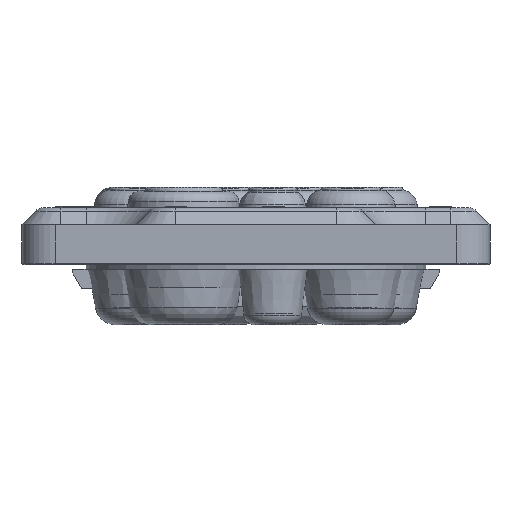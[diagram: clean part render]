
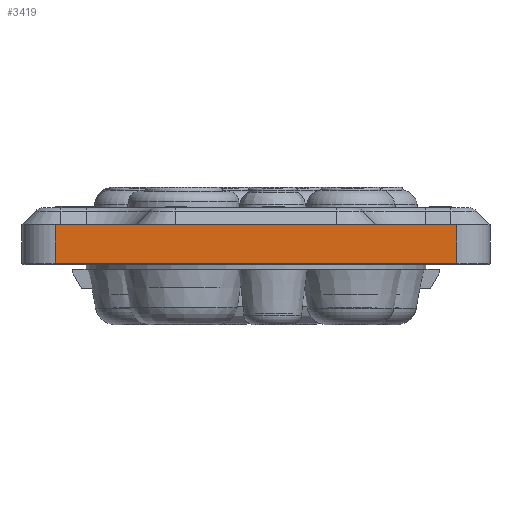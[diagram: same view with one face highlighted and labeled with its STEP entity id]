
A CAD part, left-side view. The second image highlights one B-rep face of the part: STEP entity #3419.
In plain terms, the highlighted planar face has unit normal (-1, 0, 0).
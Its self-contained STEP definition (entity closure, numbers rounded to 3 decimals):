
#3419 = ADVANCED_FACE( '', ( #8115 ), #8116, .F. );
#8115 = FACE_OUTER_BOUND( '', #14926, .T. );
#8116 = PLANE( '', #14927 );
#14926 = EDGE_LOOP( '', ( #25559, #25560, #25561, #25562, #25563, #25564 ) );
#14927 = AXIS2_PLACEMENT_3D( '', #25565, #25566, #25567 );
#25559 = ORIENTED_EDGE( '', *, *, #35391, .T. );
#25560 = ORIENTED_EDGE( '', *, *, #35392, .F. );
#25561 = ORIENTED_EDGE( '', *, *, #35393, .F. );
#25562 = ORIENTED_EDGE( '', *, *, #33883, .F. );
#25563 = ORIENTED_EDGE( '', *, *, #32698, .F. );
#25564 = ORIENTED_EDGE( '', *, *, #34787, .F. );
#25565 = CARTESIAN_POINT( '', ( -108.1, 36., 19. ) );
#25566 = DIRECTION( '', ( 1., 0., 0. ) );
#25567 = DIRECTION( '', ( 0., 1., 0. ) );
#32698 = EDGE_CURVE( '', #37407, #37403, #37409, .T. );
#33883 = EDGE_CURVE( '', #37403, #39386, #39387, .T. );
#34787 = EDGE_CURVE( '', #40797, #37407, #40799, .T. );
#35391 = EDGE_CURVE( '', #40797, #41168, #41692, .T. );
#35392 = EDGE_CURVE( '', #41693, #41168, #41694, .T. );
#35393 = EDGE_CURVE( '', #39386, #41693, #41695, .T. );
#37403 = VERTEX_POINT( '', #44521 );
#37407 = VERTEX_POINT( '', #44527 );
#37409 = LINE( '', #44530, #44531 );
#39386 = VERTEX_POINT( '', #48418 );
#39387 = LINE( '', #48419, #48420 );
#40797 = VERTEX_POINT( '', #51465 );
#40799 = LINE( '', #51467, #51468 );
#41168 = VERTEX_POINT( '', #52169 );
#41692 = LINE( '', #53087, #53088 );
#41693 = VERTEX_POINT( '', #53089 );
#41694 = LINE( '', #53090, #53091 );
#41695 = LINE( '', #53092, #53093 );
#44521 = CARTESIAN_POINT( '', ( -108.1, -14.5, 19. ) );
#44527 = CARTESIAN_POINT( '', ( -108.1, 14.5, 19. ) );
#44530 = CARTESIAN_POINT( '', ( -108.1, 35., 19. ) );
#44531 = VECTOR( '', #57395, 1000. );
#48418 = CARTESIAN_POINT( '', ( -108.1, -36., 19. ) );
#48419 = CARTESIAN_POINT( '', ( -108.1, 36., 19. ) );
#48420 = VECTOR( '', #58828, 1000. );
#51465 = CARTESIAN_POINT( '', ( -108.1, 36., 19. ) );
#51467 = CARTESIAN_POINT( '', ( -108.1, 36., 19. ) );
#51468 = VECTOR( '', #59813, 1000. );
#52169 = CARTESIAN_POINT( '', ( -108.1, 36., 12. ) );
#53087 = CARTESIAN_POINT( '', ( -108.1, 36., 19. ) );
#53088 = VECTOR( '', #60407, 1000. );
#53089 = CARTESIAN_POINT( '', ( -108.1, -36., 12. ) );
#53090 = CARTESIAN_POINT( '', ( -108.1, -36., 12. ) );
#53091 = VECTOR( '', #60408, 1000. );
#53092 = CARTESIAN_POINT( '', ( -108.1, -36., 19. ) );
#53093 = VECTOR( '', #60409, 1000. );
#57395 = DIRECTION( '', ( 0., -1., 0. ) );
#58828 = DIRECTION( '', ( 0., -1., 0. ) );
#59813 = DIRECTION( '', ( 0., -1., 0. ) );
#60407 = DIRECTION( '', ( 0., 0., -1. ) );
#60408 = DIRECTION( '', ( 0., 1., 0. ) );
#60409 = DIRECTION( '', ( 0., 0., -1. ) );
